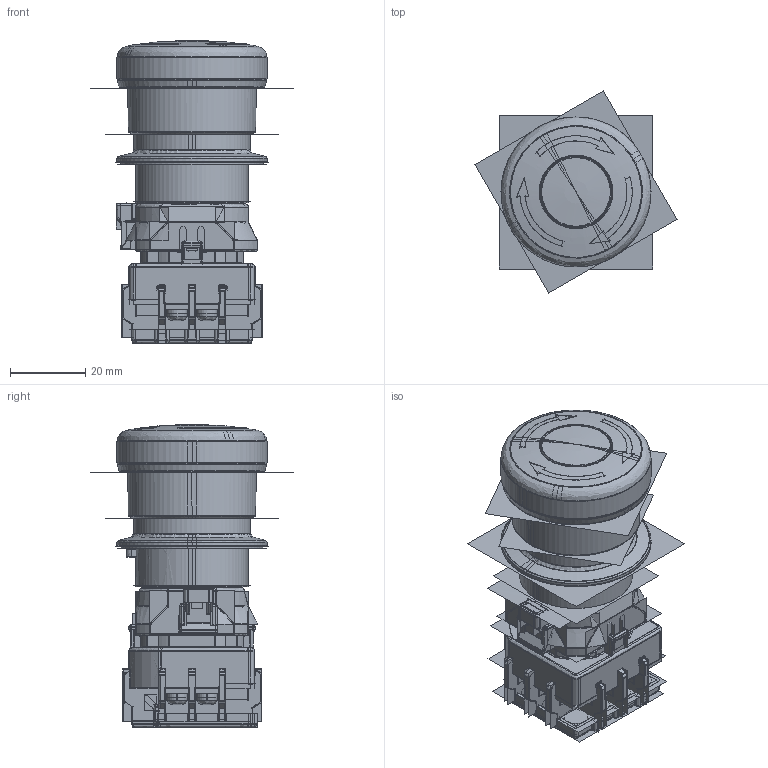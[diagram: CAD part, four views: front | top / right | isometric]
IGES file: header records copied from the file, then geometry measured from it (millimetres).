
Start section:  PTC IGES file: 178422_sm01.igs
Global section: file name: 178422_sm01.igs; native system: Creo Parametric by PTC Inc.; preprocessor: 2019292; author: PDMAdmin; organization: Unknown; date: 20220712.131612; units: millimetre
Bounding box: 53.91 x 53.91 x 80.79 mm (x, y, z)
Volume: 70773.5 mm3; surface area: 84543.4 mm2
Topology: 1 solids, 1 shells, 2590 faces, 13390 edges, 16683 vertices
Faces by surface type: revolution 1288, bspline 1252, extrusion 50
